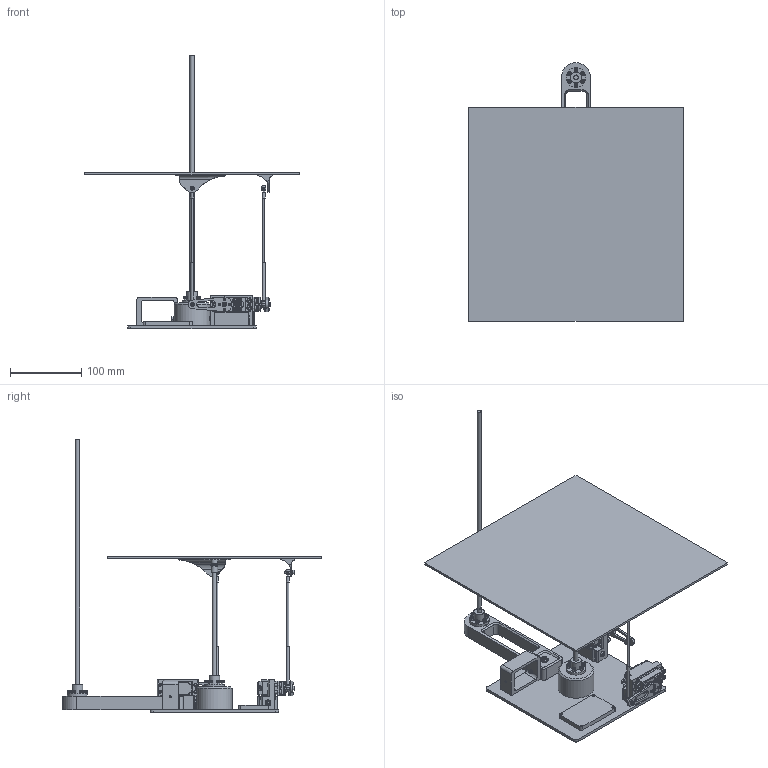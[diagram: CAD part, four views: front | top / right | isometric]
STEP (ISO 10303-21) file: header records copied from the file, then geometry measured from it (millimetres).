
FILE_DESCRIPTION(/* description */ (''),/* implementation_level */ '2;1');
FILE_NAME(/* name */ 'Flex-Ball Main.step',/* time_stamp */ '2025-06-12T21:17:23+08:00',/* author */ (''),/* organization */ (''),/* preprocessor_version */ 'ST-DEVELOPER v20.1',/* originating_system */ 'Autodesk Translation Framework v14.10.0.0',/* authorisation */ '');
FILE_SCHEMA (('AUTOMOTIVE_DESIGN { 1 0 10303 214 3 1 1 }'));
Products named in the file (21): Servo Motor MG996R; Servo; 舵盘; BSHCS ASME B18.3.1M - M4x0.7 x 16 钢等级 2 平垫圈; CS JIS B 1122 - ST2.9 x 6.5 - F - Z 钢 4.6 平垫圈; FSHCS ASME B18.3.1M - M1.6x0.35 x 6 钢等级 2 平垫圈; 舵机支架; Servo_1; 舵盘_1; 舵机臂; BSHCS ANSI B18.3.1M - M3x0.5 x 12 钢等级 2 平垫圈; 黑色尼龙板; 万向节连接件; 万向节下; 万向节上; 底座; 连杆1; 连杆支架1; 连杆支架2; 连杆2; BSHCS ASME B18.3.1M - M3x0.5 x 12 钢等级 2 平垫圈
Assembly tree (57 placements, depth 4):
  Servo Motor MG996R
    Servo
      舵盘
        舵机臂
    FSHCS ASME B18.3.1M - M1.6x0.35 x 6 钢等级 2 平垫圈  x8
    CS JIS B 1122 - ST2.9 x 6.5 - F - Z 钢 4.6 平垫圈  x2
    舵机支架  x2
    BSHCS ASME B18.3.1M - M4x0.7 x 16 钢等级 2 平垫圈  x8
    Servo_1
      舵盘_1
        舵机臂
    BSHCS ANSI B18.3.1M - M3x0.5 x 12 钢等级 2 平垫圈  x4
    黑色尼龙板
    万向节连接件
    万向节下
    万向节上
    底座
    BSHCS ASME B18.3.1M - M3x0.5 x 12 钢等级 2 平垫圈  x18
    连杆1
    连杆支架1
    连杆支架2
    连杆2
Bounding box: 300 x 362.85 x 383 mm (x, y, z)
Volume: 699727.3 mm3; surface area: 406046.3 mm2
Topology: 83 solids, 83 shells, 2288 faces, 5867 edges, 3949 vertices
Faces by surface type: plane 1488, cylinder 659, cone 70, torus 48, bspline 15, sphere 8
Full cylindrical faces by diameter (mm): 1.5 x32, 1.538 x8, 1.6 x6, 1.955 x1, 2 x6, 2.4 x2, 2.8 x4, 2.83 x2, 2.927 x22, 2.991 x1, 3 x64, 3.019 x1, 3.4 x2, 3.6 x1, 3.908 x8, 4 x14, 5 x1, 5.5 x26, 6 x13, 6.4 x1, 6.5 x2, 6.6 x2, 7 x8, 8 x5, 8.75 x2, 8.8 x2, 8.944 x1, 9 x1, 10.75 x2, 12.3 x2
Entity records: 57889 total; most frequent: CARTESIAN_POINT 15418, ORIENTED_EDGE 8926, DIRECTION 8323, EDGE_CURVE 4463, VERTEX_POINT 3151, AXIS2_PLACEMENT_3D 2803, LINE 2717, VECTOR 2717
